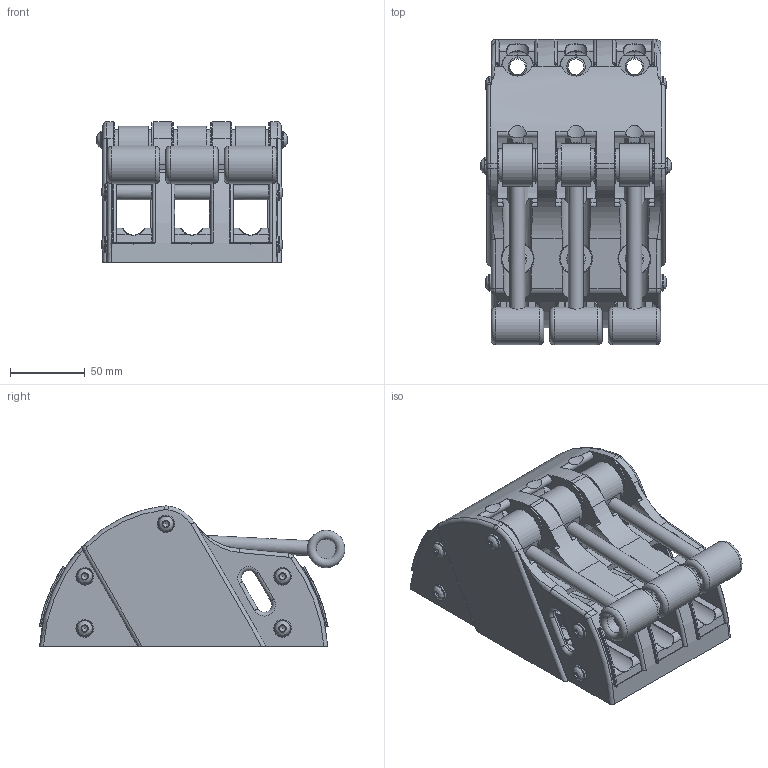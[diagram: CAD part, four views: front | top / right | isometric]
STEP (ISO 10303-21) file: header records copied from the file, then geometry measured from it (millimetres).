
FILE_DESCRIPTION(/* description */ (''),/* implementation_level */ '2;1');
FILE_NAME(/* name */ '508.123 .stp',/* time_stamp */ '2022-04-11T11:02:39+02:00',/* author */ ('lucade'),/* organization */ (''),/* preprocessor_version */ 'ST-DEVELOPER v18.1',/* originating_system */ 'Autodesk Inventor 2021',/* authorisation */ '');
FILE_SCHEMA (('AUTOMOTIVE_DESIGN { 1 0 10303 214 3 1 1 }'));
Products named in the file (1): 22041111
Bounding box: 127.02 x 203.8 x 93.49 mm (x, y, z)
Volume: 747821.4 mm3; surface area: 251847.8 mm2
Topology: 1 solids, 19 shells, 1868 faces, 4626 edges, 2780 vertices
Faces by surface type: cylinder 688, plane 526, torus 359, cone 119, bspline 116, sphere 60
Full cylindrical faces by diameter (mm): 4 x16, 4.2 x12, 5 x4, 6 x10, 6.1 x28, 6.2 x5, 6.5 x10, 7 x26, 8.1 x6, 10 x10, 10.1 x7, 10.5 x38, 11.7 x10, 12 x6, 13 x6, 21 x6, 21.9 x6, 22 x3, 25 x7, 28.5 x3
Entity records: 61645 total; most frequent: CARTESIAN_POINT 16799, DIRECTION 10057, ORIENTED_EDGE 9208, EDGE_CURVE 4604, AXIS2_PLACEMENT_3D 4275, VERTEX_POINT 2780, CIRCLE 2479, EDGE_LOOP 2042
